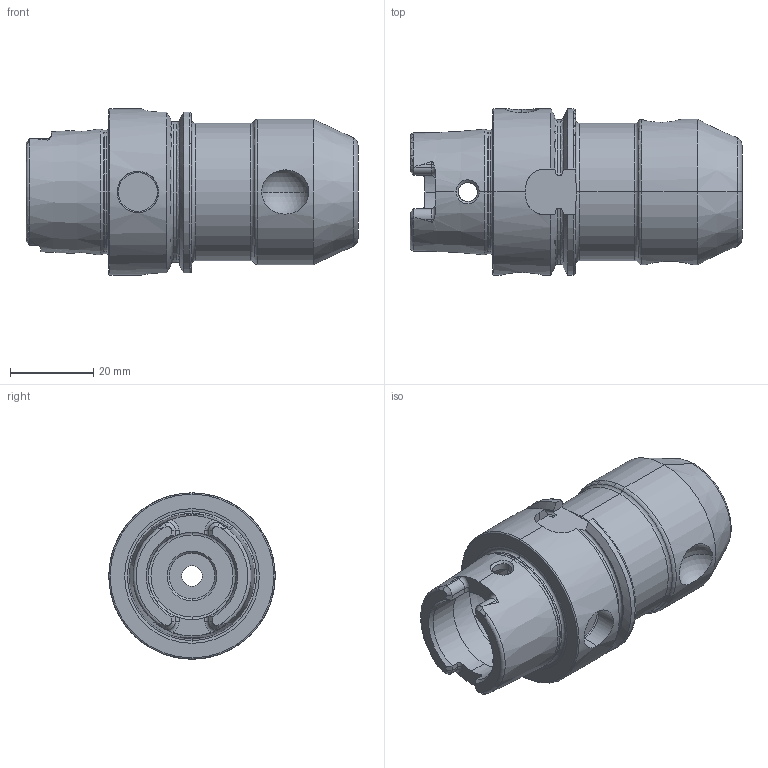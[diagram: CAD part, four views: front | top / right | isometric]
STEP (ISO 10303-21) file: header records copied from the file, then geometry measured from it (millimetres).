
FILE_DESCRIPTION (( 'STEP AP203' ), '1' );
FILE_NAME ('HA4.W10.K01.060.STEP', '2018-02-16T08:07:41', ( 'SWIAdmin' ), ( 'Hewlett-Packard Company' ), 'SwSTEP 2.0', 'SolidWorks 2017', '' );
FILE_SCHEMA (( 'CONFIG_CONTROL_DESIGN' ));
Length unit declared in the file: millimetre
Products named in the file (3): HA4-W10.K01.060_B_Fertigbearbeitung; W10-ER1.001.012; HA4.W10.K01.060
Assembly tree (2 placements, depth 2):
  HA4.W10.K01.060
    HA4-W10.K01.060_B_Fertigbearbeitung
    W10-ER1.001.012
Bounding box: 79.9 x 40 x 40 mm (x, y, z)
Volume: 54582.5 mm3; surface area: 15728.6 mm2
Topology: 2 solids, 2 shells, 205 faces, 517 edges, 319 vertices
Faces by surface type: cylinder 60, plane 58, torus 45, cone 34, bspline 6, sphere 2
Entity records: 7993 total; most frequent: CARTESIAN_POINT 2892, ORIENTED_EDGE 1030, DIRECTION 999, EDGE_CURVE 515, AXIS2_PLACEMENT_3D 411, VERTEX_POINT 319, EDGE_LOOP 218, CIRCLE 207
